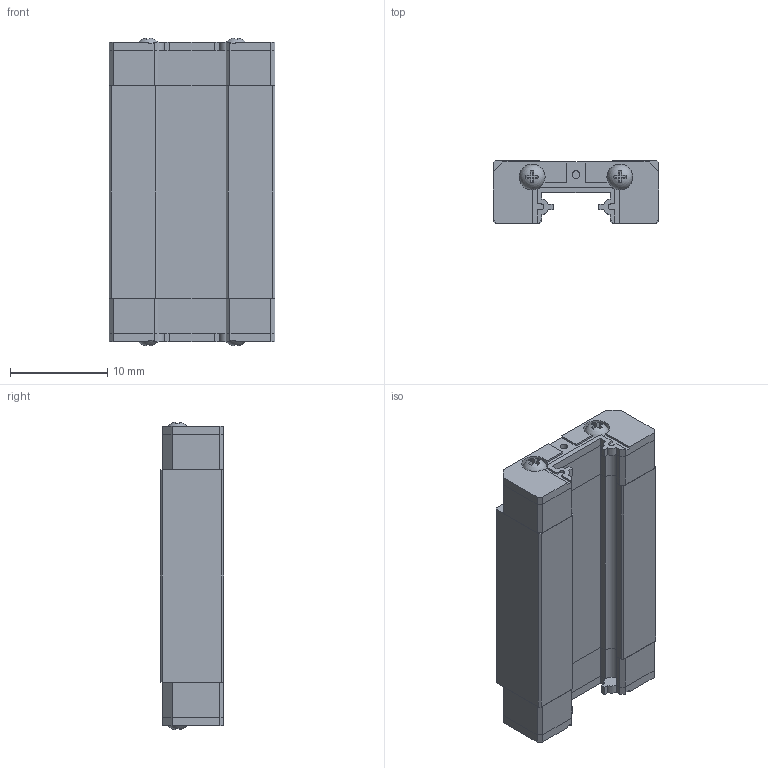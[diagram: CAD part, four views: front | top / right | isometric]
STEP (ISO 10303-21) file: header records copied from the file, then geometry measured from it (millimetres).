
FILE_DESCRIPTION (( 'STEP AP214' ), '1' );
FILE_NAME ('MGN7-H.STEP', '2017-01-04T00:31:02', ( 'Admin' ), ( '' ), 'SwSTEP 2.0', 'SolidWorks 2013', '' );
FILE_SCHEMA (( 'AUTOMOTIVE_DESIGN' ));
Length unit declared in the file: millimetre
Products named in the file (1): MGN7-H
Bounding box: 17 x 6.5 x 31.61 mm (x, y, z)
Volume: 2527.7 mm3; surface area: 2672.4 mm2
Topology: 9 solids, 9 shells, 265 faces, 737 edges, 490 vertices
Faces by surface type: plane 206, cylinder 47, cone 8, sphere 4
Entity records: 9534 total; most frequent: CARTESIAN_POINT 1481, ORIENTED_EDGE 1458, DIRECTION 1435, EDGE_CURVE 729, VECTOR 555, LINE 555, VERTEX_POINT 486, AXIS2_PLACEMENT_3D 440
